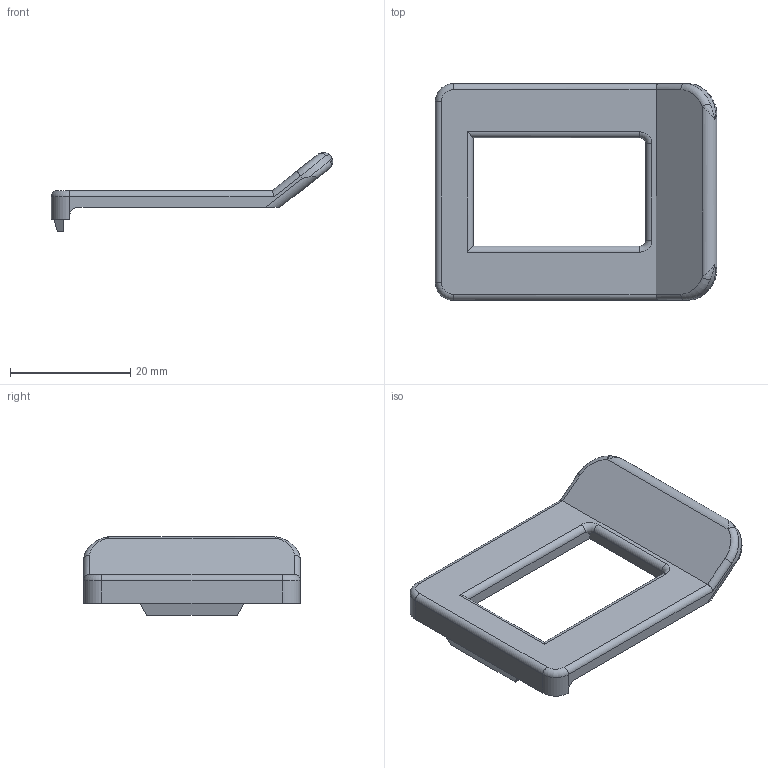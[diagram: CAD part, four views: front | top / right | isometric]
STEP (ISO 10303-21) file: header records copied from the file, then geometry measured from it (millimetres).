
FILE_DESCRIPTION(/* description */ (''),/* implementation_level */ '2;1');
FILE_NAME(/* name */ 'clip_2_2.step',/* time_stamp */ '2020-09-24T14:47:36+02:00',/* author */ (''),/* organization */ (''),/* preprocessor_version */ 'ST-DEVELOPER v18.1',/* originating_system */ 'Autodesk Translation Framework v9.3.0.1241',/* authorisation */ '');
FILE_SCHEMA (('AUTOMOTIVE_DESIGN { 1 0 10303 214 3 1 1 }'));
Length unit declared in the file: millimetre
Products named in the file (1): clip_2_2
Bounding box: 46.78 x 36.02 x 13.12 mm (x, y, z)
Volume: 3699 mm3; surface area: 3221.3 mm2
Topology: 1 solids, 1 shells, 50 faces, 125 edges, 74 vertices
Faces by surface type: cylinder 19, plane 19, torus 8, bspline 4
Entity records: 1700 total; most frequent: CARTESIAN_POINT 500, DIRECTION 245, ORIENTED_EDGE 242, EDGE_CURVE 121, AXIS2_PLACEMENT_3D 91, VERTEX_POINT 74, LINE 63, VECTOR 63
